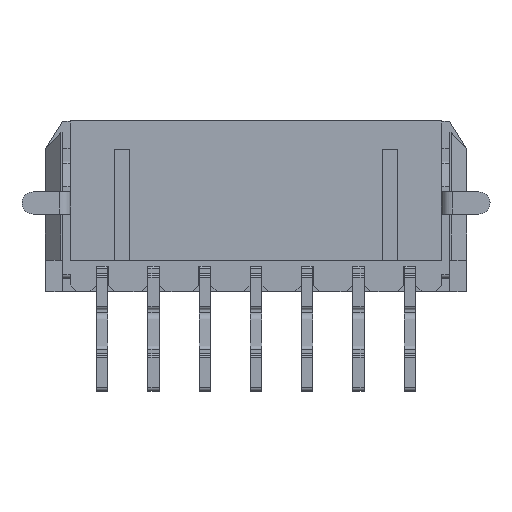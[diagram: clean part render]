
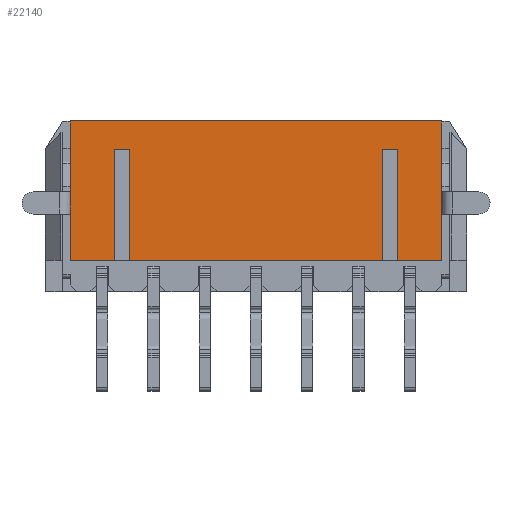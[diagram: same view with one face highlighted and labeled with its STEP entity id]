
A CAD part, top view. The second image highlights one B-rep face of the part: STEP entity #22140.
In plain terms, the highlighted planar face has unit normal (0, 0, 1).
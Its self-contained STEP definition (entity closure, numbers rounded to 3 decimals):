
#1618=DIRECTION('',(-1.,0.,0.));
#1619=VECTOR('',#1618,0.017);
#1620=CARTESIAN_POINT('',(-10.858,4.55,6.85));
#1621=LINE('',#1620,#1619);
#2419=DIRECTION('',(1.,0.,0.));
#2420=VECTOR('',#2419,0.015);
#2421=CARTESIAN_POINT('',(10.858,4.55,6.85));
#2422=LINE('',#2421,#2420);
#2423=DIRECTION('',(0.,-1.,0.));
#2424=VECTOR('',#2423,2.7);
#2425=CARTESIAN_POINT('',(10.873,4.55,6.85));
#2426=LINE('',#2425,#2424);
#2427=DIRECTION('',(-1.,0.,0.));
#2428=VECTOR('',#2427,2.573);
#2429=CARTESIAN_POINT('',(10.873,1.85,6.85));
#2430=LINE('',#2429,#2428);
#2431=DIRECTION('',(-1.,0.,0.));
#2432=VECTOR('',#2431,14.84);
#2433=CARTESIAN_POINT('',(7.42,1.85,6.85));
#2434=LINE('',#2433,#2432);
#2435=DIRECTION('',(-1.,0.,0.));
#2436=VECTOR('',#2435,2.575);
#2437=CARTESIAN_POINT('',(-8.3,1.85,6.85));
#2438=LINE('',#2437,#2436);
#2439=DIRECTION('',(0.,1.,0.));
#2440=VECTOR('',#2439,2.7);
#2441=CARTESIAN_POINT('',(-10.875,1.85,6.85));
#2442=LINE('',#2441,#2440);
#2443=DIRECTION('',(-1.,0.,0.));
#2444=VECTOR('',#2443,0.017);
#2445=CARTESIAN_POINT('',(-10.858,5.85,6.85));
#2446=LINE('',#2445,#2444);
#2447=DIRECTION('',(0.,1.,0.));
#2448=VECTOR('',#2447,4.15);
#2449=CARTESIAN_POINT('',(-10.875,5.85,6.85));
#2450=LINE('',#2449,#2448);
#2451=DIRECTION('',(1.,0.,0.));
#2452=VECTOR('',#2451,21.748);
#2453=CARTESIAN_POINT('',(-10.875,10.,6.85));
#2454=LINE('',#2453,#2452);
#2455=DIRECTION('',(0.,-1.,0.));
#2456=VECTOR('',#2455,4.15);
#2457=CARTESIAN_POINT('',(10.873,10.,6.85));
#2458=LINE('',#2457,#2456);
#2473=DIRECTION('',(1.,0.,0.));
#2474=VECTOR('',#2473,0.015);
#2475=CARTESIAN_POINT('',(10.858,5.85,6.85));
#2476=LINE('',#2475,#2474);
#2725=DIRECTION('',(0.,1.,0.));
#2726=VECTOR('',#2725,1.3);
#2727=CARTESIAN_POINT('',(10.858,4.55,6.85));
#2728=LINE('',#2727,#2726);
#11317=DIRECTION('',(0.,-1.,0.));
#11318=VECTOR('',#11317,6.5);
#11319=CARTESIAN_POINT('',(8.3,8.35,6.85));
#11320=LINE('',#11319,#11318);
#11345=DIRECTION('',(1.,0.,0.));
#11346=VECTOR('',#11345,0.88);
#11347=CARTESIAN_POINT('',(7.42,8.35,6.85));
#11348=LINE('',#11347,#11346);
#11353=DIRECTION('',(0.,1.,0.));
#11354=VECTOR('',#11353,6.5);
#11355=CARTESIAN_POINT('',(7.42,1.85,6.85));
#11356=LINE('',#11355,#11354);
#11361=DIRECTION('',(0.,-1.,0.));
#11362=VECTOR('',#11361,6.5);
#11363=CARTESIAN_POINT('',(-7.42,8.35,6.85));
#11364=LINE('',#11363,#11362);
#11389=DIRECTION('',(0.,1.,0.));
#11390=VECTOR('',#11389,6.5);
#11391=CARTESIAN_POINT('',(-8.3,1.85,6.85));
#11392=LINE('',#11391,#11390);
#11397=DIRECTION('',(1.,0.,0.));
#11398=VECTOR('',#11397,0.88);
#11399=CARTESIAN_POINT('',(-8.3,8.35,6.85));
#11400=LINE('',#11399,#11398);
#11405=DIRECTION('',(0.,-1.,0.));
#11406=VECTOR('',#11405,1.3);
#11407=CARTESIAN_POINT('',(-10.858,5.85,6.85));
#11408=LINE('',#11407,#11406);
#14128=CARTESIAN_POINT('',(10.873,10.,6.85));
#14129=VERTEX_POINT('',#14128);
#14130=CARTESIAN_POINT('',(-10.875,10.,6.85));
#14131=VERTEX_POINT('',#14130);
#14542=CARTESIAN_POINT('',(10.873,5.85,6.85));
#14543=VERTEX_POINT('',#14542);
#14733=CARTESIAN_POINT('',(10.873,4.55,6.85));
#14735=VERTEX_POINT('',#14733);
#14736=CARTESIAN_POINT('',(10.858,4.55,6.85));
#14737=VERTEX_POINT('',#14736);
#14750=CARTESIAN_POINT('',(10.873,1.85,6.85));
#14751=VERTEX_POINT('',#14750);
#14856=CARTESIAN_POINT('',(-10.875,1.85,6.85));
#14857=VERTEX_POINT('',#14856);
#14858=CARTESIAN_POINT('',(-8.3,1.85,6.85));
#14859=VERTEX_POINT('',#14858);
#14864=CARTESIAN_POINT('',(-7.42,1.85,6.85));
#14865=VERTEX_POINT('',#14864);
#14866=CARTESIAN_POINT('',(7.42,1.85,6.85));
#14867=VERTEX_POINT('',#14866);
#14872=CARTESIAN_POINT('',(8.3,1.85,6.85));
#14873=VERTEX_POINT('',#14872);
#14874=CARTESIAN_POINT('',(-10.875,4.55,6.85));
#14875=VERTEX_POINT('',#14874);
#14888=CARTESIAN_POINT('',(-10.858,4.55,6.85));
#14889=VERTEX_POINT('',#14888);
#15121=CARTESIAN_POINT('',(-10.875,5.85,6.85));
#15122=VERTEX_POINT('',#15121);
#15233=CARTESIAN_POINT('',(-10.858,5.85,6.85));
#15234=VERTEX_POINT('',#15233);
#15245=CARTESIAN_POINT('',(10.858,5.85,6.85));
#15246=VERTEX_POINT('',#15245);
#15247=CARTESIAN_POINT('',(8.3,8.35,6.85));
#15248=VERTEX_POINT('',#15247);
#15249=CARTESIAN_POINT('',(7.42,8.35,6.85));
#15250=VERTEX_POINT('',#15249);
#15251=CARTESIAN_POINT('',(-7.42,8.35,6.85));
#15252=VERTEX_POINT('',#15251);
#15253=CARTESIAN_POINT('',(-8.3,8.35,6.85));
#15254=VERTEX_POINT('',#15253);
#22104=CARTESIAN_POINT('',(-0.001,5.925,6.85));
#22105=DIRECTION('',(0.,0.,1.));
#22106=DIRECTION('',(1.,0.,0.));
#22107=AXIS2_PLACEMENT_3D('',#22104,#22105,#22106);
#22108=PLANE('',#22107);
#22110=ORIENTED_EDGE('',*,*,#22109,.F.);
#22112=ORIENTED_EDGE('',*,*,#22111,.F.);
#22113=ORIENTED_EDGE('',*,*,#20357,.T.);
#22114=ORIENTED_EDGE('',*,*,#20394,.T.);
#22115=ORIENTED_EDGE('',*,*,#20555,.T.);
#22117=ORIENTED_EDGE('',*,*,#22116,.F.);
#22119=ORIENTED_EDGE('',*,*,#22118,.F.);
#22121=ORIENTED_EDGE('',*,*,#22120,.F.);
#22122=ORIENTED_EDGE('',*,*,#20547,.T.);
#22124=ORIENTED_EDGE('',*,*,#22123,.F.);
#22126=ORIENTED_EDGE('',*,*,#22125,.F.);
#22128=ORIENTED_EDGE('',*,*,#22127,.F.);
#22129=ORIENTED_EDGE('',*,*,#20539,.T.);
#22130=ORIENTED_EDGE('',*,*,#20574,.T.);
#22131=ORIENTED_EDGE('',*,*,#20609,.F.);
#22133=ORIENTED_EDGE('',*,*,#22132,.F.);
#22134=ORIENTED_EDGE('',*,*,#22078,.T.);
#22135=ORIENTED_EDGE('',*,*,#21426,.T.);
#22136=ORIENTED_EDGE('',*,*,#18605,.T.);
#22137=ORIENTED_EDGE('',*,*,#19723,.T.);
#22138=EDGE_LOOP('',(#22110,#22112,#22113,#22114,#22115,#22117,#22119,#22121,
#22122,#22124,#22126,#22128,#22129,#22130,#22131,#22133,#22134,#22135,#22136,
#22137));
#22139=FACE_OUTER_BOUND('',#22138,.F.);
#18605=EDGE_CURVE('',#14131,#14129,#2454,.T.);
#19723=EDGE_CURVE('',#14129,#14543,#2458,.T.);
#20357=EDGE_CURVE('',#14737,#14735,#2422,.T.);
#20394=EDGE_CURVE('',#14735,#14751,#2426,.T.);
#20539=EDGE_CURVE('',#14859,#14857,#2438,.T.);
#20547=EDGE_CURVE('',#14867,#14865,#2434,.T.);
#20555=EDGE_CURVE('',#14751,#14873,#2430,.T.);
#20574=EDGE_CURVE('',#14857,#14875,#2442,.T.);
#20609=EDGE_CURVE('',#14889,#14875,#1621,.T.);
#21426=EDGE_CURVE('',#15122,#14131,#2450,.T.);
#22078=EDGE_CURVE('',#15234,#15122,#2446,.T.);
#22109=EDGE_CURVE('',#15246,#14543,#2476,.T.);
#22111=EDGE_CURVE('',#14737,#15246,#2728,.T.);
#22116=EDGE_CURVE('',#15248,#14873,#11320,.T.);
#22118=EDGE_CURVE('',#15250,#15248,#11348,.T.);
#22120=EDGE_CURVE('',#14867,#15250,#11356,.T.);
#22123=EDGE_CURVE('',#15252,#14865,#11364,.T.);
#22125=EDGE_CURVE('',#15254,#15252,#11400,.T.);
#22127=EDGE_CURVE('',#14859,#15254,#11392,.T.);
#22132=EDGE_CURVE('',#15234,#14889,#11408,.T.);
#22140=ADVANCED_FACE('',(#22139),#22108,.T.);
